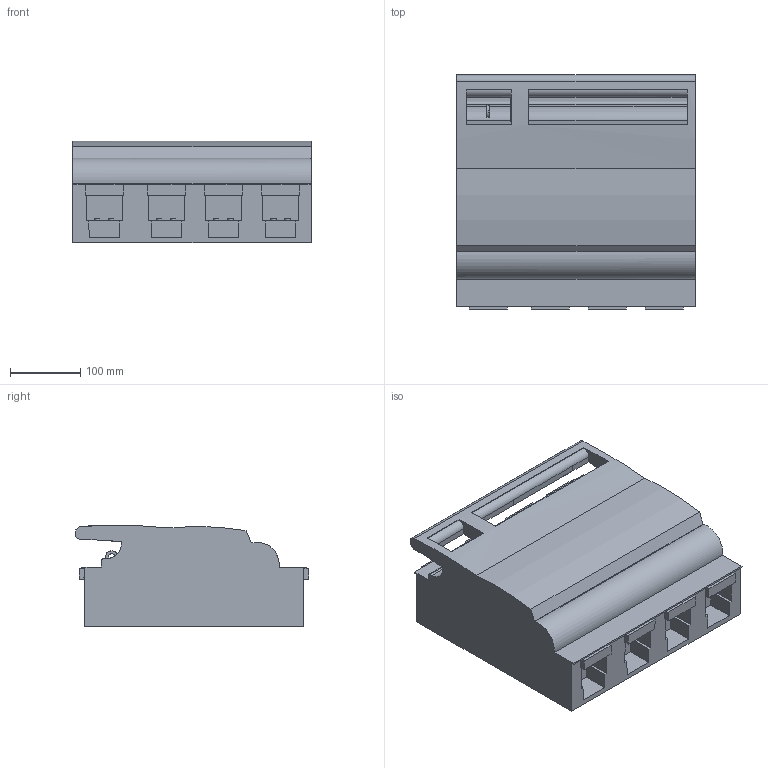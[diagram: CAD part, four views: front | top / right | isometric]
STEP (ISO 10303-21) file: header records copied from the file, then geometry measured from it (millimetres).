
FILE_DESCRIPTION((''),'2;1');
FILE_NAME('ASM0002_SW0001','2017-08-29T',('FITOJOE1'),(''),'CREO PARAMETRIC BY PTC INC, 2016380','CREO PARAMETRIC BY PTC INC, 2016380','');
FILE_SCHEMA(('CONFIG_CONTROL_DESIGN'));
Length unit declared in the file: millimetre
Products named in the file (1): ASM0002_SW0001
Bounding box: 339.5 x 333.27 x 144.57 mm (x, y, z)
Volume: 11697216.1 mm3; surface area: 568714.4 mm2
Topology: 1 solids, 1 shells, 319 faces, 850 edges, 584 vertices
Faces by surface type: plane 215, cylinder 103, extrusion 1
Entity records: 10479 total; most frequent: CARTESIAN_POINT 2176, DIRECTION 1722, ORIENTED_EDGE 1700, EDGE_CURVE 850, VERTEX_POINT 584, AXIS2_PLACEMENT_3D 583, VECTOR 556, LINE 555
